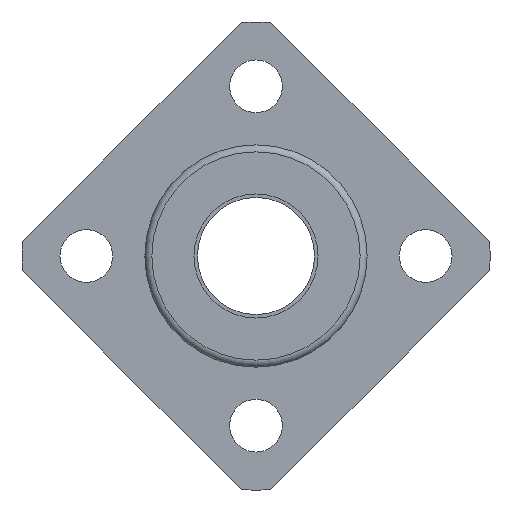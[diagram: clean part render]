
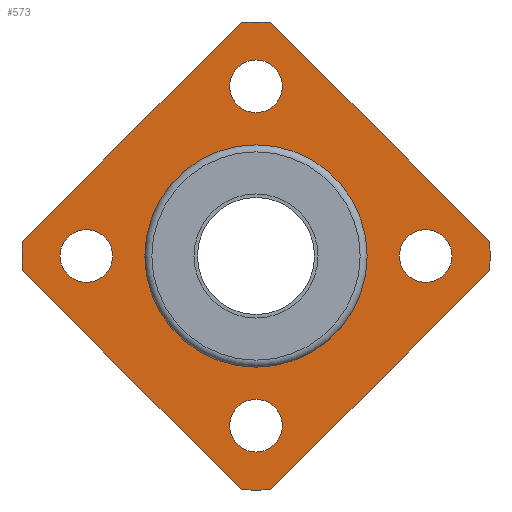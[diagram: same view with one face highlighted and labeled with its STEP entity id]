
A CAD part, left-side view. The second image highlights one B-rep face of the part: STEP entity #573.
In plain terms, the highlighted planar face has unit normal (-1, 0, 0).
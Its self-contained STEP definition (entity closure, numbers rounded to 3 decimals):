
#22=LINE('',#941,#38);
#26=LINE('',#953,#42);
#30=LINE('',#965,#46);
#34=LINE('',#977,#50);
#38=VECTOR('',#756,1000.);
#42=VECTOR('',#768,1000.);
#46=VECTOR('',#780,1000.);
#50=VECTOR('',#792,1000.);
#60=PLANE('',#651);
#130=ORIENTED_EDGE('',*,*,#236,.T.);
#131=ORIENTED_EDGE('',*,*,#237,.T.);
#132=ORIENTED_EDGE('',*,*,#238,.T.);
#133=ORIENTED_EDGE('',*,*,#239,.T.);
#134=ORIENTED_EDGE('',*,*,#199,.F.);
#135=ORIENTED_EDGE('',*,*,#214,.F.);
#136=ORIENTED_EDGE('',*,*,#235,.F.);
#137=ORIENTED_EDGE('',*,*,#232,.F.);
#138=ORIENTED_EDGE('',*,*,#229,.F.);
#139=ORIENTED_EDGE('',*,*,#226,.F.);
#140=ORIENTED_EDGE('',*,*,#223,.F.);
#141=ORIENTED_EDGE('',*,*,#220,.F.);
#142=ORIENTED_EDGE('',*,*,#217,.F.);
#199=EDGE_CURVE('',#261,#261,#315,.F.);
#214=EDGE_CURVE('',#276,#277,#22,.T.);
#217=EDGE_CURVE('',#277,#279,#329,.T.);
#220=EDGE_CURVE('',#279,#281,#26,.T.);
#223=EDGE_CURVE('',#281,#283,#331,.T.);
#226=EDGE_CURVE('',#283,#285,#30,.T.);
#229=EDGE_CURVE('',#285,#287,#333,.T.);
#232=EDGE_CURVE('',#287,#289,#34,.T.);
#235=EDGE_CURVE('',#289,#276,#335,.T.);
#236=EDGE_CURVE('',#290,#290,#336,.T.);
#237=EDGE_CURVE('',#291,#291,#337,.T.);
#238=EDGE_CURVE('',#292,#292,#338,.T.);
#239=EDGE_CURVE('',#293,#293,#339,.T.);
#261=VERTEX_POINT('',#899);
#276=VERTEX_POINT('',#940);
#277=VERTEX_POINT('',#942);
#279=VERTEX_POINT('',#948);
#281=VERTEX_POINT('',#954);
#283=VERTEX_POINT('',#960);
#285=VERTEX_POINT('',#966);
#287=VERTEX_POINT('',#972);
#289=VERTEX_POINT('',#978);
#290=VERTEX_POINT('',#985);
#291=VERTEX_POINT('',#987);
#292=VERTEX_POINT('',#989);
#293=VERTEX_POINT('',#991);
#315=CIRCLE('',#611,9.5);
#329=CIRCLE('',#638,20.);
#331=CIRCLE('',#642,20.);
#333=CIRCLE('',#646,20.);
#335=CIRCLE('',#650,20.);
#336=CIRCLE('',#652,2.25);
#337=CIRCLE('',#653,2.25);
#338=CIRCLE('',#654,2.25);
#339=CIRCLE('',#655,2.25);
#392=EDGE_LOOP('',(#130));
#393=EDGE_LOOP('',(#131));
#394=EDGE_LOOP('',(#132));
#395=EDGE_LOOP('',(#133));
#396=EDGE_LOOP('',(#134));
#397=EDGE_LOOP('',(#135,#136,#137,#138,#139,#140,#141,#142));
#478=FACE_BOUND('',#392,.T.);
#479=FACE_BOUND('',#393,.T.);
#480=FACE_BOUND('',#394,.T.);
#481=FACE_BOUND('',#395,.T.);
#482=FACE_BOUND('',#396,.T.);
#483=FACE_BOUND('',#397,.T.);
#573=ADVANCED_FACE('',(#478,#479,#480,#481,#482,#483),#60,.F.);
#611=AXIS2_PLACEMENT_3D('',#898,#704,#705);
#638=AXIS2_PLACEMENT_3D('',#947,#762,#763);
#642=AXIS2_PLACEMENT_3D('',#959,#774,#775);
#646=AXIS2_PLACEMENT_3D('',#971,#786,#787);
#650=AXIS2_PLACEMENT_3D('',#982,#798,#799);
#651=AXIS2_PLACEMENT_3D('',#983,#800,#801);
#652=AXIS2_PLACEMENT_3D('',#984,#802,#803);
#653=AXIS2_PLACEMENT_3D('',#986,#804,#805);
#654=AXIS2_PLACEMENT_3D('',#988,#806,#807);
#655=AXIS2_PLACEMENT_3D('',#990,#808,#809);
#704=DIRECTION('',(1.,0.,0.));
#705=DIRECTION('',(0.,0.,-1.));
#756=DIRECTION('',(0.,-0.707,0.707));
#762=DIRECTION('',(1.,0.,0.));
#763=DIRECTION('',(0.,0.,-1.));
#768=DIRECTION('',(0.,-0.707,-0.707));
#774=DIRECTION('',(1.,0.,0.));
#775=DIRECTION('',(0.,0.,-1.));
#780=DIRECTION('',(0.,0.707,-0.707));
#786=DIRECTION('',(1.,0.,0.));
#787=DIRECTION('',(0.,0.,-1.));
#792=DIRECTION('',(0.,0.707,0.707));
#798=DIRECTION('',(1.,0.,0.));
#799=DIRECTION('',(0.,0.,-1.));
#800=DIRECTION('',(1.,0.,0.));
#801=DIRECTION('',(0.,0.,-1.));
#802=DIRECTION('',(1.,0.,0.));
#803=DIRECTION('',(0.,0.,-1.));
#804=DIRECTION('',(1.,0.,0.));
#805=DIRECTION('',(0.,0.,-1.));
#806=DIRECTION('',(1.,0.,0.));
#807=DIRECTION('',(0.,0.,-1.));
#808=DIRECTION('',(1.,0.,0.));
#809=DIRECTION('',(0.,0.,-1.));
#898=CARTESIAN_POINT('',(-3.,0.,0.));
#899=CARTESIAN_POINT('',(-3.,0.,-9.5));
#940=CARTESIAN_POINT('',(-3.,19.961,1.252));
#941=CARTESIAN_POINT('',(-3.,19.961,1.252));
#942=CARTESIAN_POINT('',(-3.,1.252,19.961));
#947=CARTESIAN_POINT('',(-3.,0.,0.));
#948=CARTESIAN_POINT('',(-3.,-1.252,19.961));
#953=CARTESIAN_POINT('',(-3.,-1.252,19.961));
#954=CARTESIAN_POINT('',(-3.,-19.961,1.252));
#959=CARTESIAN_POINT('',(-3.,0.,0.));
#960=CARTESIAN_POINT('',(-3.,-19.961,-1.252));
#965=CARTESIAN_POINT('',(-3.,-19.961,-1.252));
#966=CARTESIAN_POINT('',(-3.,-1.252,-19.961));
#971=CARTESIAN_POINT('',(-3.,0.,0.));
#972=CARTESIAN_POINT('',(-3.,1.252,-19.961));
#977=CARTESIAN_POINT('',(-3.,1.252,-19.961));
#978=CARTESIAN_POINT('',(-3.,19.961,-1.252));
#982=CARTESIAN_POINT('',(-3.,0.,0.));
#983=CARTESIAN_POINT('',(-3.,0.,0.));
#984=CARTESIAN_POINT('',(-3.,0.,14.5));
#985=CARTESIAN_POINT('',(-3.,0.,12.25));
#986=CARTESIAN_POINT('',(-3.,-14.5,0.));
#987=CARTESIAN_POINT('',(-3.,-14.5,-2.25));
#988=CARTESIAN_POINT('',(-3.,0.,-14.5));
#989=CARTESIAN_POINT('',(-3.,0.,-16.75));
#990=CARTESIAN_POINT('',(-3.,14.5,0.));
#991=CARTESIAN_POINT('',(-3.,14.5,-2.25));
